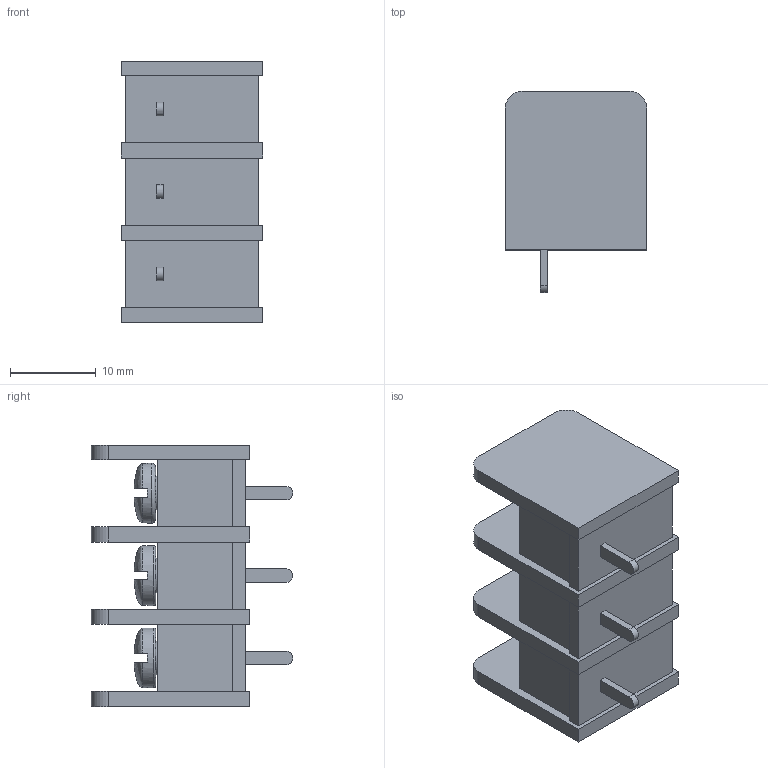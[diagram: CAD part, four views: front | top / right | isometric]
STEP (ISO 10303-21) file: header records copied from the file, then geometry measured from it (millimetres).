
FILE_DESCRIPTION (( 'STEP AP214' ), '1' );
FILE_NAME ('Barrier Terminal Block 95mm 3-Pins.STEP', '2021-12-17T04:10:01', ( '' ), ( '' ), 'SwSTEP 2.0', 'SolidWorks 2021', '' );
FILE_SCHEMA (( 'AUTOMOTIVE_DESIGN' ));
Length unit declared in the file: millimetre
Products named in the file (1): Barrier Terminal Block 95mm 3-Pins
Bounding box: 16.5 x 23.5 x 30.57 mm (x, y, z)
Volume: 5924.1 mm3; surface area: 3649.7 mm2
Topology: 1 solids, 1 shells, 131 faces, 336 edges, 222 vertices
Faces by surface type: plane 90, cylinder 23, bspline 18
Entity records: 7152 total; most frequent: CARTESIAN_POINT 2583, ORIENTED_EDGE 672, DIRECTION 586, EDGE_CURVE 336, LINE 230, VECTOR 230, VERTEX_POINT 222, AXIS2_PLACEMENT_3D 178
